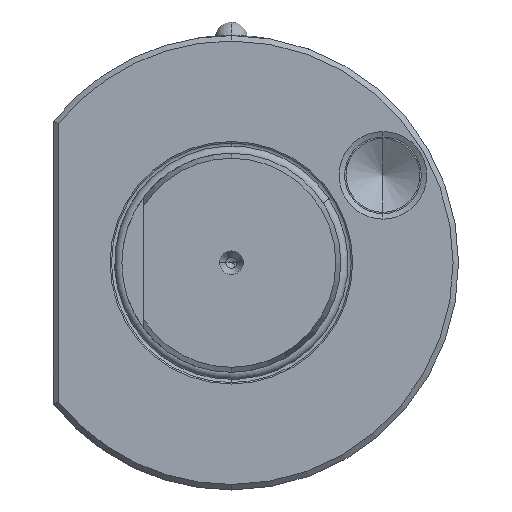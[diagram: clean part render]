
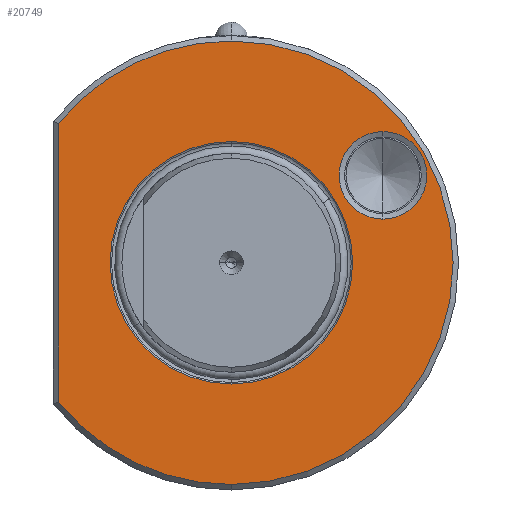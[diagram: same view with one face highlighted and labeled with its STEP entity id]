
A CAD part, left-side view. The second image highlights one B-rep face of the part: STEP entity #20749.
In plain terms, the highlighted planar face has unit normal (-1, 0, 0).
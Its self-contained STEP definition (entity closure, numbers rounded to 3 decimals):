
#19470 = EDGE_LOOP ( 'NONE', ( #46396, #46403, #46377, #46341 ) ) ;
#19494 = EDGE_LOOP ( 'NONE', ( #46346, #46347 ) ) ;
#19496 = EDGE_LOOP ( 'NONE', ( #46397, #46373 ) ) ;
#20749 = ADVANCED_FACE ( 'NONE', ( #23428, #23435, #23429 ), #80536, .F. ) ;
#23428 = FACE_BOUND ( 'NONE', #19496, .T. ) ;
#23429 = FACE_OUTER_BOUND ( 'NONE', #19470, .T. ) ;
#23435 = FACE_BOUND ( 'NONE', #19494, .T. ) ;
#25199 = VERTEX_POINT ( 'NONE', #27307 ) ;
#25657 = VERTEX_POINT ( 'NONE', #27540 ) ;
#25674 = VERTEX_POINT ( 'NONE', #27511 ) ;
#25692 = VERTEX_POINT ( 'NONE', #27556 ) ;
#27307 = CARTESIAN_POINT ( 'NONE',  ( 2., 31.5, -25.456 ) ) ;
#27511 = CARTESIAN_POINT ( 'NONE',  ( 2., -27.68, 23.97 ) ) ;
#27540 = CARTESIAN_POINT ( 'NONE',  ( 2., -27.68, 7.97 ) ) ;
#27556 = CARTESIAN_POINT ( 'NONE',  ( 2., 0., -22.15 ) ) ;
#31883 = EDGE_CURVE ( 'NONE', #25674, #25657, #42036, .T. ) ;
#36661 = AXIS2_PLACEMENT_3D ( 'NONE', #44813, #44798, #44773 ) ;
#36941 = AXIS2_PLACEMENT_3D ( 'NONE', #80552, #80555, #80572 ) ;
#38896 = CARTESIAN_POINT ( 'NONE',  ( 2., 0., 0. ) ) ;
#38897 = DIRECTION ( 'NONE',  ( 1., 0., 0. ) ) ;
#38901 = DIRECTION ( 'NONE',  ( 0., 0., -1. ) ) ;
#42036 = CIRCLE ( 'NONE', #36661, 8. ) ;
#42579 = CIRCLE ( 'NONE', #45550, 40.5 ) ;
#43005 = CIRCLE ( 'NONE', #45475, 40.5 ) ;
#43043 = VECTOR ( 'NONE', #50800, 1000. ) ;
#43093 = LINE ( 'NONE', #50760, #43043 ) ;
#43097 = CIRCLE ( 'NONE', #45462, 8. ) ;
#44773 = DIRECTION ( 'NONE',  ( 0., 0., -1. ) ) ;
#44798 = DIRECTION ( 'NONE',  ( 1., 0., 0. ) ) ;
#44813 = CARTESIAN_POINT ( 'NONE',  ( 2., -27.68, 15.97 ) ) ;
#45201 = AXIS2_PLACEMENT_3D ( 'NONE', #38896, #38897, #38901 ) ;
#45462 = AXIS2_PLACEMENT_3D ( 'NONE', #51725, #51726, #51793 ) ;
#45475 = AXIS2_PLACEMENT_3D ( 'NONE', #50698, #50691, #50699 ) ;
#45550 = AXIS2_PLACEMENT_3D ( 'NONE', #74316, #74305, #74326 ) ;
#45555 = AXIS2_PLACEMENT_3D ( 'NONE', #74469, #74447, #74442 ) ;
#45567 = AXIS2_PLACEMENT_3D ( 'NONE', #73829, #73831, #73813 ) ;
#46341 = ORIENTED_EDGE ( 'NONE', *, *, #50206, .F. ) ;
#46346 = ORIENTED_EDGE ( 'NONE', *, *, #31883, .T. ) ;
#46347 = ORIENTED_EDGE ( 'NONE', *, *, #49132, .T. ) ;
#46373 = ORIENTED_EDGE ( 'NONE', *, *, #50543, .T. ) ;
#46377 = ORIENTED_EDGE ( 'NONE', *, *, #49159, .F. ) ;
#46396 = ORIENTED_EDGE ( 'NONE', *, *, #50107, .F. ) ;
#46397 = ORIENTED_EDGE ( 'NONE', *, *, #50134, .T. ) ;
#46403 = ORIENTED_EDGE ( 'NONE', *, *, #49199, .T. ) ;
#46745 = VERTEX_POINT ( 'NONE', #51574 ) ;
#46761 = VERTEX_POINT ( 'NONE', #51630 ) ;
#46783 = VERTEX_POINT ( 'NONE', #51632 ) ;
#46800 = VERTEX_POINT ( 'NONE', #51629 ) ;
#49132 = EDGE_CURVE ( 'NONE', #25657, #25674, #43097, .T. ) ;
#49159 = EDGE_CURVE ( 'NONE', #46745, #25199, #43005, .T. ) ;
#49199 = EDGE_CURVE ( 'NONE', #46761, #25199, #43093, .T. ) ;
#50107 = EDGE_CURVE ( 'NONE', #46761, #46783, #42579, .T. ) ;
#50134 = EDGE_CURVE ( 'NONE', #46800, #25692, #74505, .T. ) ;
#50206 = EDGE_CURVE ( 'NONE', #46783, #46745, #74552, .T. ) ;
#50543 = EDGE_CURVE ( 'NONE', #25692, #46800, #74710, .T. ) ;
#50691 = DIRECTION ( 'NONE',  ( 1., 0., 0. ) ) ;
#50698 = CARTESIAN_POINT ( 'NONE',  ( 2., 0., 0. ) ) ;
#50699 = DIRECTION ( 'NONE',  ( 0., 0., -1. ) ) ;
#50760 = CARTESIAN_POINT ( 'NONE',  ( 2., 31.5, -24.166 ) ) ;
#50800 = DIRECTION ( 'NONE',  ( 0., 0., -1. ) ) ;
#51574 = CARTESIAN_POINT ( 'NONE',  ( 2., 0., -40.5 ) ) ;
#51629 = CARTESIAN_POINT ( 'NONE',  ( 2., 0., 22.15 ) ) ;
#51630 = CARTESIAN_POINT ( 'NONE',  ( 2., 31.5, 25.456 ) ) ;
#51632 = CARTESIAN_POINT ( 'NONE',  ( 2., 0., 40.5 ) ) ;
#51725 = CARTESIAN_POINT ( 'NONE',  ( 2., -27.68, 15.97 ) ) ;
#51726 = DIRECTION ( 'NONE',  ( 1., 0., 0. ) ) ;
#51793 = DIRECTION ( 'NONE',  ( 0., 0., -1. ) ) ;
#73813 = DIRECTION ( 'NONE',  ( 0., 0., -1. ) ) ;
#73829 = CARTESIAN_POINT ( 'NONE',  ( 2., 0., 0. ) ) ;
#73831 = DIRECTION ( 'NONE',  ( 1., 0., 0. ) ) ;
#74305 = DIRECTION ( 'NONE',  ( 1., 0., 0. ) ) ;
#74316 = CARTESIAN_POINT ( 'NONE',  ( 2., 0., 0. ) ) ;
#74326 = DIRECTION ( 'NONE',  ( 0., 0., -1. ) ) ;
#74442 = DIRECTION ( 'NONE',  ( 0., 0., -1. ) ) ;
#74447 = DIRECTION ( 'NONE',  ( 1., 0., 0. ) ) ;
#74469 = CARTESIAN_POINT ( 'NONE',  ( 2., 0., 0. ) ) ;
#74505 = CIRCLE ( 'NONE', #45555, 22.15 ) ;
#74552 = CIRCLE ( 'NONE', #45567, 40.5 ) ;
#74710 = CIRCLE ( 'NONE', #45201, 22.15 ) ;
#80536 = PLANE ( 'NONE',  #36941 ) ;
#80552 = CARTESIAN_POINT ( 'NONE',  ( 2., 20., 0. ) ) ;
#80555 = DIRECTION ( 'NONE',  ( 1., 0., 0. ) ) ;
#80572 = DIRECTION ( 'NONE',  ( 0., 0., -1. ) ) ;
